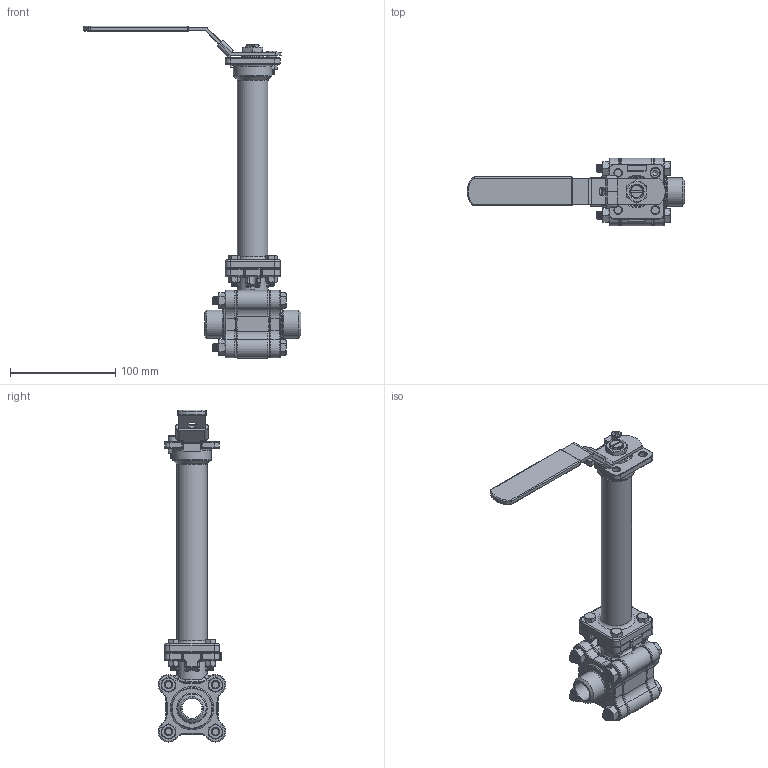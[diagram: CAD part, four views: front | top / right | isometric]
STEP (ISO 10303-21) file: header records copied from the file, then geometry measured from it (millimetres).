
FILE_DESCRIPTION(/* description */ ('STEP AP214'),/* implementation_level */ '2;1');
FILE_NAME(/* name */ 'AT3506C-020.step',/* time_stamp */ '2025-07-25T11:22:11+02:00',/* author */ (''),/* organization */ (''),/* preprocessor_version */ 'ST-DEVELOPER v20.1',/* originating_system */ 'Autodesk Translation Framework v14.10.0.0',/* authorisation */ '');
FILE_SCHEMA (('AUTOMOTIVE_DESIGN { 1 0 10303 214 3 1 1 }'));
Products named in the file (1): 305C-020-G01[Butt Weld][Sch.80]
Bounding box: 206.63 x 64.15 x 315.17 mm (x, y, z)
Volume: 389403.6 mm3; surface area: 102711.6 mm2
Topology: 2 solids, 2 shells, 1896 faces, 4899 edges, 3025 vertices
Faces by surface type: cylinder 796, plane 409, cone 274, bspline 238, torus 157, sphere 22
Full cylindrical faces by diameter (mm): 1 x1, 4.7 x101, 5 x16, 5.8 x76, 6 x4, 6.375 x40, 6.75 x12, 7 x1, 7.2 x12, 7.8 x20, 8 x5, 8.7 x4, 9.2 x8, 10 x1, 12 x1, 14.4 x1, 18.9 x2, 20 x1, 20.4 x2, 21 x1, 26.8 x2, 29 x2, 29.2 x1, 30 x1, 36.5 x1, 38.8 x2
Entity records: 117733 total; most frequent: CARTESIAN_POINT 73818, ORIENTED_EDGE 9718, DIRECTION 8291, EDGE_CURVE 4859, AXIS2_PLACEMENT_3D 3364, VERTEX_POINT 3025, EDGE_LOOP 2012, FACE_OUTER_BOUND 1896
